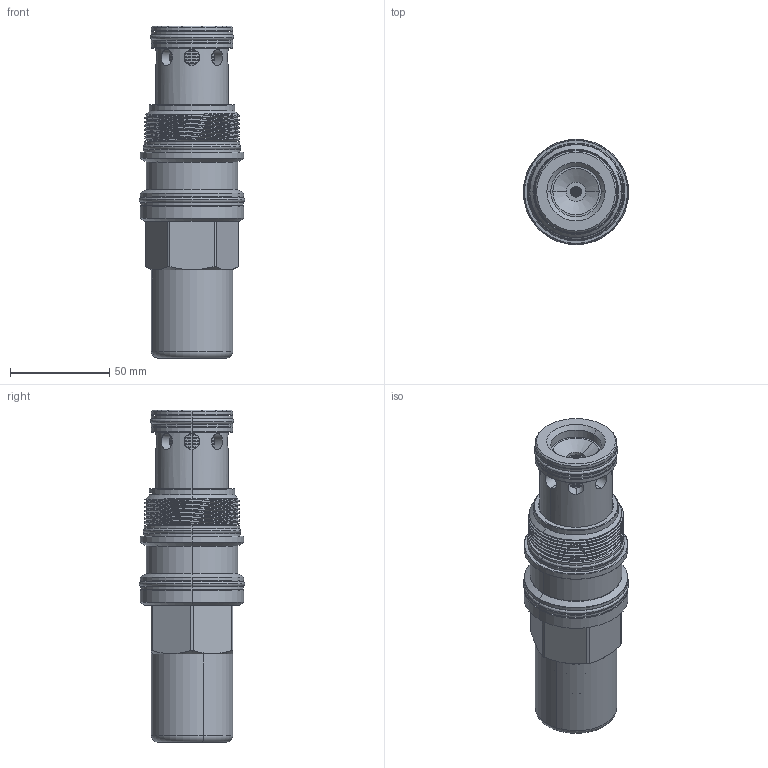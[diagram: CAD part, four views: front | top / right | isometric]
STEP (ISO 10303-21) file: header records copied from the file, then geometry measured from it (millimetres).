
FILE_DESCRIPTION (( 'STEP AP203' ), '1' );
FILE_NAME ('SQ19A30-C.STEP', '2020-03-25T02:27:08', ( '' ), ( '' ), 'SwSTEP 2.0', 'SolidWorks 2018', '' );
FILE_SCHEMA (( 'CONFIG_CONTROL_DESIGN' ));
Products named in the file (1): SQ19A30-C
Bounding box: 53.11 x 53.11 x 167.36 mm (x, y, z)
Volume: 212334.1 mm3; surface area: 50642.7 mm2
Topology: 9 solids, 12 shells, 887 faces, 2452 edges, 1507 vertices
Faces by surface type: cylinder 662, torus 77, plane 77, cone 58, bspline 9, sphere 4
Entity records: 60801 total; most frequent: CARTESIAN_POINT 39168, ORIENTED_EDGE 4900, DIRECTION 3726, EDGE_CURVE 2450, AXIS2_PLACEMENT_3D 1524, VERTEX_POINT 1507, EDGE_LOOP 1303, B_SPLINE_CURVE_WITH_KNOTS 1051
